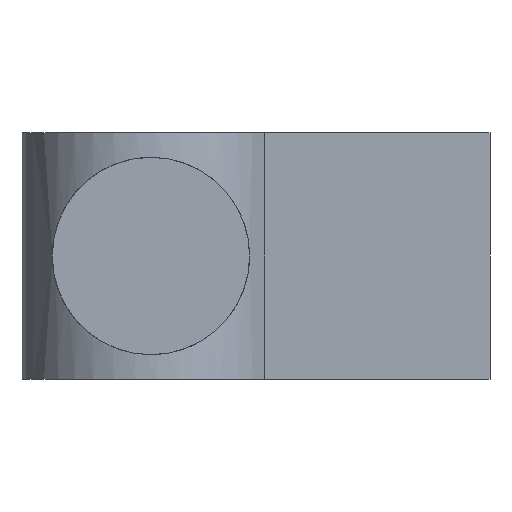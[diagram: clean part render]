
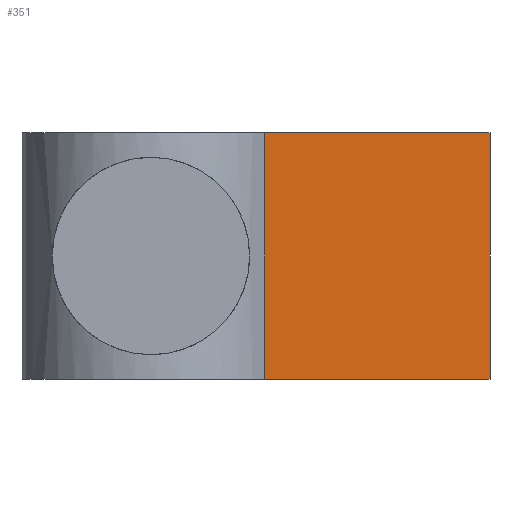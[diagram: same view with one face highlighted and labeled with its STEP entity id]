
A CAD part, front view. The second image highlights one B-rep face of the part: STEP entity #351.
In plain terms, the highlighted planar face has unit normal (0, -1, 0).
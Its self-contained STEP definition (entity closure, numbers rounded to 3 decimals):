
#38=FACE_OUTER_BOUND('',#62,.T.);
#62=EDGE_LOOP('',(#298,#299,#300,#301));
#72=LINE('',#501,#109);
#81=LINE('',#529,#118);
#101=LINE('',#574,#138);
#102=LINE('',#575,#139);
#109=VECTOR('',#407,10.);
#118=VECTOR('',#426,10.);
#138=VECTOR('',#472,10.);
#139=VECTOR('',#473,10.);
#153=VERTEX_POINT('',#494);
#156=VERTEX_POINT('',#499);
#169=VERTEX_POINT('',#526);
#170=VERTEX_POINT('',#528);
#188=EDGE_CURVE('',#153,#156,#72,.T.);
#201=EDGE_CURVE('',#169,#170,#81,.T.);
#224=EDGE_CURVE('',#153,#169,#101,.T.);
#225=EDGE_CURVE('',#170,#156,#102,.T.);
#298=ORIENTED_EDGE('',*,*,#224,.F.);
#299=ORIENTED_EDGE('',*,*,#188,.T.);
#300=ORIENTED_EDGE('',*,*,#225,.F.);
#301=ORIENTED_EDGE('',*,*,#201,.F.);
#336=PLANE('',#391);
#351=ADVANCED_FACE('',(#38),#336,.T.);
#391=AXIS2_PLACEMENT_3D('',#573,#470,#471);
#407=DIRECTION('',(1.,0.,0.));
#426=DIRECTION('',(1.,0.,0.));
#470=DIRECTION('center_axis',(0.,-1.,0.));
#471=DIRECTION('ref_axis',(0.,0.,-1.));
#472=DIRECTION('',(0.,0.,1.));
#473=DIRECTION('',(0.,0.,-1.));
#494=CARTESIAN_POINT('',(18.466,-10.,-40.));
#499=CARTESIAN_POINT('',(55.,-10.,-40.));
#501=CARTESIAN_POINT('',(0.,-10.,-40.));
#526=CARTESIAN_POINT('',(18.466,-10.,0.));
#528=CARTESIAN_POINT('',(55.,-10.,0.));
#529=CARTESIAN_POINT('',(0.,-10.,0.));
#573=CARTESIAN_POINT('Origin',(0.,-10.,0.));
#574=CARTESIAN_POINT('',(18.466,-10.,0.));
#575=CARTESIAN_POINT('',(55.,-10.,0.));
